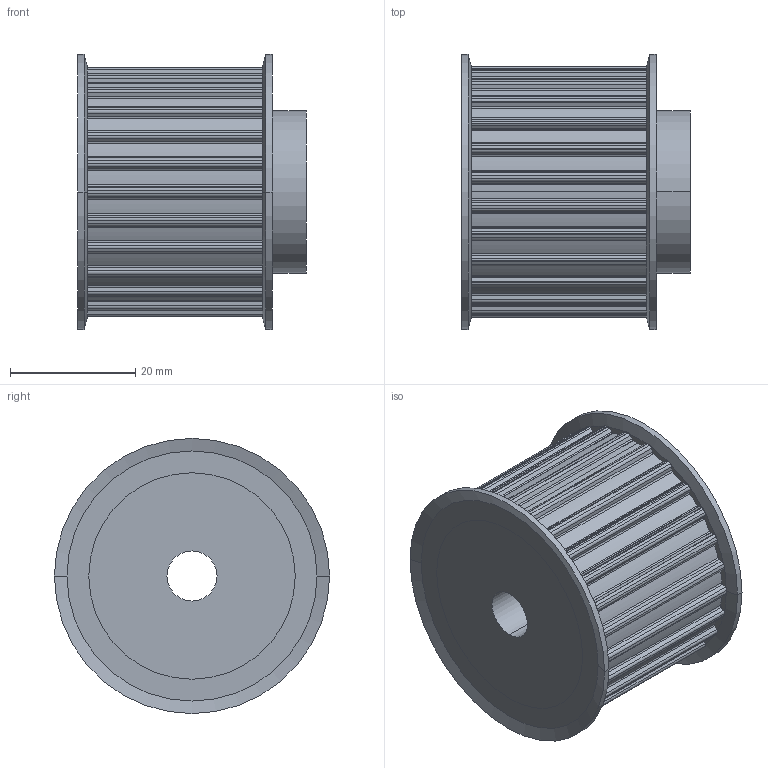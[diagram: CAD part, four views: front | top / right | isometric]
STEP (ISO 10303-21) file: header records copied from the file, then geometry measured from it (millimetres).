
FILE_DESCRIPTION(('HOOPS Exchange Step'),'2;1');
FILE_NAME('export-9B79033F-A8B0-4EEE-994A-F6B76C695689.stp','2023-12-15T16:14:12+01:00',('Engineering'),('Alibre'),'HOOPS Exchange 2021.0','Alibre','Unknown authorisation');
FILE_SCHEMA( ('AP242_MANAGED_MODEL_BASED_3D_ENGINEERING_MIM_LF {1 0 10303 442 1 1 4 }') );
Length unit declared in the file: millimetre
Products named in the file (3): 6417-2 AT5 Pulley 36-AT5 Z=26 for 25mm wide belts FLANGE; 6417-1 AT5 Pulley 36-AT5 Z=26 for 25mm wide belts BODY; 6417 AT5 Pulley 36-AT5 Z=26 for 25mm wide belts
Assembly tree (3 placements, depth 2):
  6417 AT5 Pulley 36-AT5 Z=26 for 25mm wide belts
    6417-2 AT5 Pulley 36-AT5 Z=26 for 25mm wide belts FLANGE  x2
    6417-1 AT5 Pulley 36-AT5 Z=26 for 25mm wide belts BODY
Bounding box: 36.54 x 44 x 44 mm (x, y, z)
Volume: 37438.1 mm3; surface area: 11340.5 mm2
Topology: 3 solids, 3 shells, 283 faces, 814 edges, 540 vertices
Faces by surface type: cylinder 214, plane 61, cone 8
Entity records: 9363 total; most frequent: DIRECTION 1782, CARTESIAN_POINT 1604, ORIENTED_EDGE 1588, EDGE_CURVE 794, AXIS2_PLACEMENT_3D 706, VERTEX_POINT 528, CIRCLE 424, VECTOR 370
